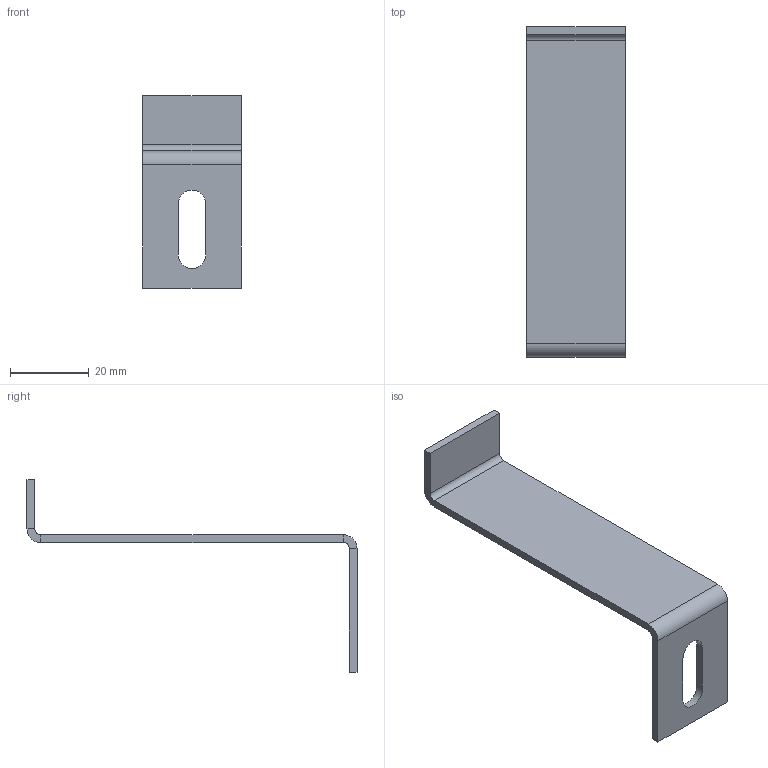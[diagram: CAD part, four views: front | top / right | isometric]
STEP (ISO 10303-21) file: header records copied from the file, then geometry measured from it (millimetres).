
FILE_DESCRIPTION (( 'STEP AP203' ), '1' );
FILE_NAME ('CLM50D-SKLK-80 Ñêîáà äëÿ êðåïëåíèÿ ëîòêà ñ êðûøêîé 80ìì IEK.STEP', '2023-03-22T14:13:24', ( '' ), ( '' ), 'SwSTEP 2.0', 'SolidWorks 2022', '' );
FILE_SCHEMA (( 'CONFIG_CONTROL_DESIGN' ));
Length unit declared in the file: millimetre
Products named in the file (1): CLM50D-SKLK-80 Скоба для крепления лотка с крышкой 80мм IEK
Bounding box: 25 x 84 x 49 mm (x, y, z)
Volume: 6183.7 mm3; surface area: 6895.1 mm2
Topology: 1 solids, 1 shells, 27 faces, 59 edges, 34 vertices
Faces by surface type: plane 20, cylinder 7
Entity records: 800 total; most frequent: DIRECTION 129, CARTESIAN_POINT 121, ORIENTED_EDGE 118, EDGE_CURVE 59, VECTOR 45, LINE 45, AXIS2_PLACEMENT_3D 42, VERTEX_POINT 34
